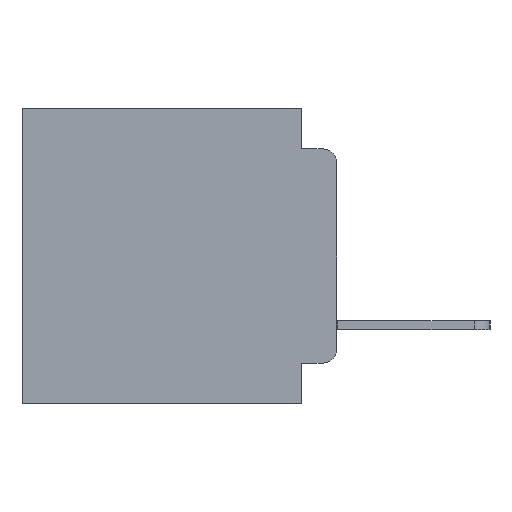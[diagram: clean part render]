
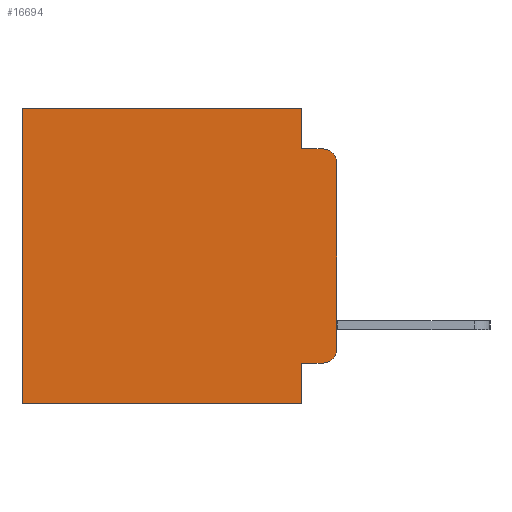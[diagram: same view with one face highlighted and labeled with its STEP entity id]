
A CAD part, left-side view. The second image highlights one B-rep face of the part: STEP entity #16694.
In plain terms, the highlighted planar face has unit normal (-1, 0, 0).
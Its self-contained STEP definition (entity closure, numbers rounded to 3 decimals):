
#539 = DIRECTION ( 'NONE',  ( 0., -1., 0. ) ) ;
#871 = CARTESIAN_POINT ( 'NONE',  ( -67.462, 0., 5.486 ) ) ;
#878 = CARTESIAN_POINT ( 'NONE',  ( -67.462, 0.508, -3.467 ) ) ;
#1561 = CARTESIAN_POINT ( 'NONE',  ( -67.462, 1.295, 0. ) ) ;
#2816 = ORIENTED_EDGE ( 'NONE', *, *, #12335, .T. ) ;
#2828 = LINE ( 'NONE', #5454, #11295 ) ;
#3135 = CARTESIAN_POINT ( 'NONE',  ( -67.462, 11.684, -5.486 ) ) ;
#3520 = DIRECTION ( 'NONE',  ( -1., 0., 0. ) ) ;
#3802 = CARTESIAN_POINT ( 'NONE',  ( -67.462, 0.508, 3.467 ) ) ;
#3828 = EDGE_CURVE ( 'NONE', #20886, #24901, #15408, .T. ) ;
#3999 = DIRECTION ( 'NONE',  ( 0., 0., -1. ) ) ;
#4042 = LINE ( 'NONE', #13728, #8427 ) ;
#4203 = LINE ( 'NONE', #7790, #10653 ) ;
#4867 = VECTOR ( 'NONE', #21758, 1000. ) ;
#5087 = CARTESIAN_POINT ( 'NONE',  ( -67.462, 1.295, -3.975 ) ) ;
#5454 = CARTESIAN_POINT ( 'NONE',  ( -67.462, 0., -5.486 ) ) ;
#5844 = PLANE ( 'NONE',  #9282 ) ;
#5935 = ORIENTED_EDGE ( 'NONE', *, *, #3828, .F. ) ;
#6023 = ORIENTED_EDGE ( 'NONE', *, *, #14481, .T. ) ;
#6579 = CARTESIAN_POINT ( 'NONE',  ( -67.462, 1.295, -5.486 ) ) ;
#6598 = AXIS2_PLACEMENT_3D ( 'NONE', #878, #14099, #13734 ) ;
#7729 = CARTESIAN_POINT ( 'NONE',  ( -67.462, 1.295, 3.975 ) ) ;
#7790 = CARTESIAN_POINT ( 'NONE',  ( -67.462, 1.295, 3.975 ) ) ;
#7928 = EDGE_LOOP ( 'NONE', ( #10888, #11348, #22216, #2816, #15681, #5935, #6023, #23204, #25145, #10818 ) ) ;
#8413 = CARTESIAN_POINT ( 'NONE',  ( -67.462, 1.295, 5.486 ) ) ;
#8427 = VECTOR ( 'NONE', #16004, 1000. ) ;
#9282 = AXIS2_PLACEMENT_3D ( 'NONE', #25537, #14726, #25633 ) ;
#9298 = VERTEX_POINT ( 'NONE', #12922 ) ;
#9309 = CARTESIAN_POINT ( 'NONE',  ( -67.462, 0., 3.467 ) ) ;
#9704 = VERTEX_POINT ( 'NONE', #12418 ) ;
#9896 = VERTEX_POINT ( 'NONE', #11089 ) ;
#10161 = DIRECTION ( 'NONE',  ( 0., 1., 0. ) ) ;
#10653 = VECTOR ( 'NONE', #23138, 1000. ) ;
#10818 = ORIENTED_EDGE ( 'NONE', *, *, #16863, .F. ) ;
#10888 = ORIENTED_EDGE ( 'NONE', *, *, #13773, .T. ) ;
#10989 = EDGE_CURVE ( 'NONE', #9298, #15994, #4042, .T. ) ;
#11089 = CARTESIAN_POINT ( 'NONE',  ( -67.462, 0.508, 3.975 ) ) ;
#11295 = VECTOR ( 'NONE', #10161, 1000. ) ;
#11329 = EDGE_CURVE ( 'NONE', #25299, #9704, #22837, .T. ) ;
#11348 = ORIENTED_EDGE ( 'NONE', *, *, #17767, .T. ) ;
#11751 = VECTOR ( 'NONE', #16000, 1000. ) ;
#12335 = EDGE_CURVE ( 'NONE', #25299, #9896, #18036, .T. ) ;
#12398 = DIRECTION ( 'NONE',  ( 0., 0., -1. ) ) ;
#12418 = CARTESIAN_POINT ( 'NONE',  ( -67.462, 0., -3.467 ) ) ;
#12922 = CARTESIAN_POINT ( 'NONE',  ( -67.462, 11.684, 5.486 ) ) ;
#13728 = CARTESIAN_POINT ( 'NONE',  ( -67.462, 11.684, -5.486 ) ) ;
#13734 = DIRECTION ( 'NONE',  ( 0., 0., -1. ) ) ;
#13773 = EDGE_CURVE ( 'NONE', #22281, #20502, #15906, .T. ) ;
#14099 = DIRECTION ( 'NONE',  ( -1., 0., 0. ) ) ;
#14481 = EDGE_CURVE ( 'NONE', #20886, #9298, #24672, .T. ) ;
#14726 = DIRECTION ( 'NONE',  ( 1., 0., 0. ) ) ;
#15283 = DIRECTION ( 'NONE',  ( 0., 0., -1. ) ) ;
#15408 = LINE ( 'NONE', #1561, #18144 ) ;
#15551 = CARTESIAN_POINT ( 'NONE',  ( -67.462, 1.295, 0. ) ) ;
#15681 = ORIENTED_EDGE ( 'NONE', *, *, #27223, .F. ) ;
#15906 = LINE ( 'NONE', #24488, #26427 ) ;
#15994 = VERTEX_POINT ( 'NONE', #3135 ) ;
#16000 = DIRECTION ( 'NONE',  ( 0., 1., 0. ) ) ;
#16004 = DIRECTION ( 'NONE',  ( 0., 0., -1. ) ) ;
#16694 = ADVANCED_FACE ( 'NONE', ( #26951 ), #5844, .F. ) ;
#16863 = EDGE_CURVE ( 'NONE', #22281, #19992, #24250, .T. ) ;
#17767 = EDGE_CURVE ( 'NONE', #20502, #9704, #23784, .T. ) ;
#18036 = CIRCLE ( 'NONE', #25163, 0.508 ) ;
#18144 = VECTOR ( 'NONE', #3999, 1000. ) ;
#19611 = CARTESIAN_POINT ( 'NONE',  ( -67.462, 0., -5.486 ) ) ;
#19752 = CARTESIAN_POINT ( 'NONE',  ( -67.462, 0.508, -3.975 ) ) ;
#19992 = VERTEX_POINT ( 'NONE', #6579 ) ;
#20502 = VERTEX_POINT ( 'NONE', #19752 ) ;
#20886 = VERTEX_POINT ( 'NONE', #8413 ) ;
#21758 = DIRECTION ( 'NONE',  ( 0., 0., -1. ) ) ;
#22216 = ORIENTED_EDGE ( 'NONE', *, *, #11329, .F. ) ;
#22281 = VERTEX_POINT ( 'NONE', #5087 ) ;
#22837 = LINE ( 'NONE', #19611, #4867 ) ;
#22901 = EDGE_CURVE ( 'NONE', #19992, #15994, #2828, .T. ) ;
#23138 = DIRECTION ( 'NONE',  ( 0., -1., 0. ) ) ;
#23204 = ORIENTED_EDGE ( 'NONE', *, *, #10989, .T. ) ;
#23551 = VECTOR ( 'NONE', #15283, 1000. ) ;
#23784 = CIRCLE ( 'NONE', #6598, 0.508 ) ;
#24250 = LINE ( 'NONE', #15551, #23551 ) ;
#24488 = CARTESIAN_POINT ( 'NONE',  ( -67.462, 1.295, -3.975 ) ) ;
#24672 = LINE ( 'NONE', #871, #11751 ) ;
#24901 = VERTEX_POINT ( 'NONE', #7729 ) ;
#25145 = ORIENTED_EDGE ( 'NONE', *, *, #22901, .F. ) ;
#25163 = AXIS2_PLACEMENT_3D ( 'NONE', #3802, #3520, #12398 ) ;
#25299 = VERTEX_POINT ( 'NONE', #9309 ) ;
#25537 = CARTESIAN_POINT ( 'NONE',  ( -67.462, 0., -5.486 ) ) ;
#25633 = DIRECTION ( 'NONE',  ( 0., 0., -1. ) ) ;
#26427 = VECTOR ( 'NONE', #539, 1000. ) ;
#26951 = FACE_OUTER_BOUND ( 'NONE', #7928, .T. ) ;
#27223 = EDGE_CURVE ( 'NONE', #24901, #9896, #4203, .T. ) ;
